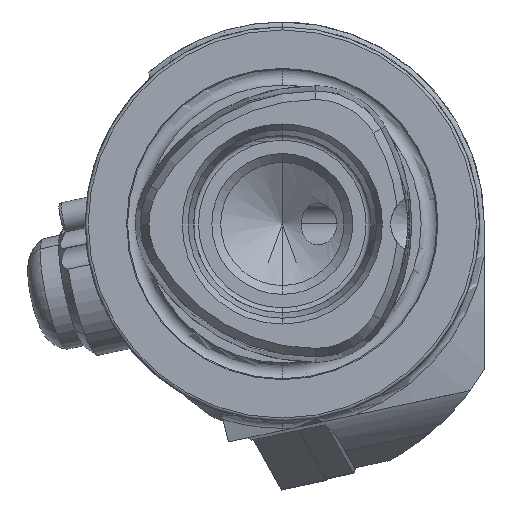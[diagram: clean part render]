
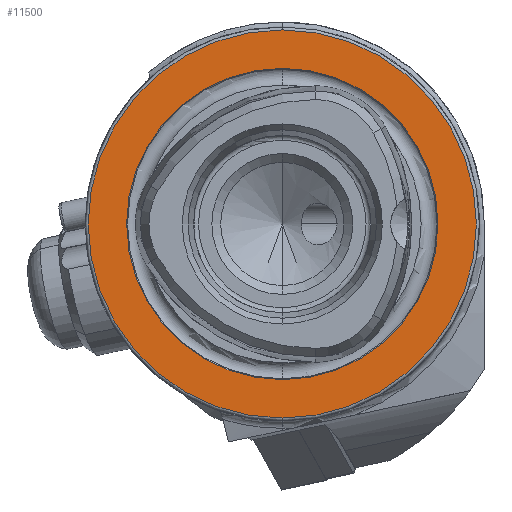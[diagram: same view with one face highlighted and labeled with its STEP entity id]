
A CAD part, left-side view. The second image highlights one B-rep face of the part: STEP entity #11500.
In plain terms, the highlighted planar face has unit normal (-1, 0, 0).
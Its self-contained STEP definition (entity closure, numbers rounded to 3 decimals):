
#123 = VERTEX_POINT ( 'NONE', #10269 ) ;
#381 = AXIS2_PLACEMENT_3D ( 'NONE', #10325, #3401, #4318 ) ;
#428 = CARTESIAN_POINT ( 'NONE',  ( 0., 0., 0. ) ) ;
#1069 = EDGE_CURVE ( 'NONE', #10884, #12876, #4156, .T. ) ;
#1391 = ORIENTED_EDGE ( 'NONE', *, *, #13897, .T. ) ;
#1719 = DIRECTION ( 'NONE',  ( -1., 0., 0. ) ) ;
#1811 = CARTESIAN_POINT ( 'NONE',  ( 0., 15.8, 0. ) ) ;
#2789 = CARTESIAN_POINT ( 'NONE',  ( 0., 0., 0. ) ) ;
#3401 = DIRECTION ( 'NONE',  ( -1., 0., 0. ) ) ;
#3825 = CARTESIAN_POINT ( 'NONE',  ( 0., 0., -19.7 ) ) ;
#3978 = AXIS2_PLACEMENT_3D ( 'NONE', #5015, #6180, #5120 ) ;
#4156 = CIRCLE ( 'NONE', #9353, 19.7 ) ;
#4318 = DIRECTION ( 'NONE',  ( 0., 0., 1. ) ) ;
#4530 = AXIS2_PLACEMENT_3D ( 'NONE', #1811, #5301, #14564 ) ;
#4576 = EDGE_CURVE ( 'NONE', #5103, #123, #8109, .T. ) ;
#5015 = CARTESIAN_POINT ( 'NONE',  ( 0., 0., 0. ) ) ;
#5103 = VERTEX_POINT ( 'NONE', #10942 ) ;
#5120 = DIRECTION ( 'NONE',  ( 0., 0., 1. ) ) ;
#5301 = DIRECTION ( 'NONE',  ( 1., 0., 0. ) ) ;
#5541 = AXIS2_PLACEMENT_3D ( 'NONE', #2789, #1719, #9781 ) ;
#6180 = DIRECTION ( 'NONE',  ( -1., 0., 0. ) ) ;
#6192 = CIRCLE ( 'NONE', #3978, 15.8 ) ;
#6933 = ORIENTED_EDGE ( 'NONE', *, *, #13791, .F. ) ;
#8109 = CIRCLE ( 'NONE', #381, 15.8 ) ;
#8598 = DIRECTION ( 'NONE',  ( 0., 0., 1. ) ) ;
#8724 = EDGE_LOOP ( 'NONE', ( #6933, #10510 ) ) ;
#9353 = AXIS2_PLACEMENT_3D ( 'NONE', #428, #9785, #8598 ) ;
#9781 = DIRECTION ( 'NONE',  ( 0., 0., 1. ) ) ;
#9785 = DIRECTION ( 'NONE',  ( -1., 0., 0. ) ) ;
#10269 = CARTESIAN_POINT ( 'NONE',  ( 0., 0., 15.8 ) ) ;
#10325 = CARTESIAN_POINT ( 'NONE',  ( 0., 0., 0. ) ) ;
#10510 = ORIENTED_EDGE ( 'NONE', *, *, #4576, .F. ) ;
#10813 = FACE_OUTER_BOUND ( 'NONE', #12207, .T. ) ;
#10884 = VERTEX_POINT ( 'NONE', #11893 ) ;
#10936 = ORIENTED_EDGE ( 'NONE', *, *, #1069, .T. ) ;
#10942 = CARTESIAN_POINT ( 'NONE',  ( 0., 0., -15.8 ) ) ;
#11500 = ADVANCED_FACE ( 'NONE', ( #13917, #10813 ), #14409, .F. ) ;
#11893 = CARTESIAN_POINT ( 'NONE',  ( 0., 0., 19.7 ) ) ;
#12207 = EDGE_LOOP ( 'NONE', ( #10936, #1391 ) ) ;
#12876 = VERTEX_POINT ( 'NONE', #3825 ) ;
#13791 = EDGE_CURVE ( 'NONE', #123, #5103, #6192, .T. ) ;
#13897 = EDGE_CURVE ( 'NONE', #12876, #10884, #14205, .T. ) ;
#13917 = FACE_BOUND ( 'NONE', #8724, .T. ) ;
#14205 = CIRCLE ( 'NONE', #5541, 19.7 ) ;
#14409 = PLANE ( 'NONE',  #4530 ) ;
#14564 = DIRECTION ( 'NONE',  ( 0., 0., -1. ) ) ;
